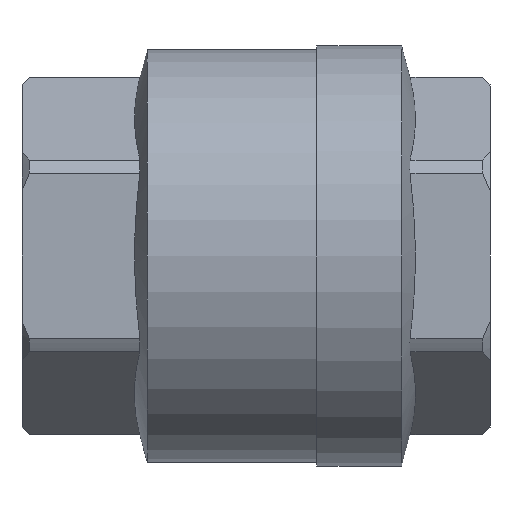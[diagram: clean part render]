
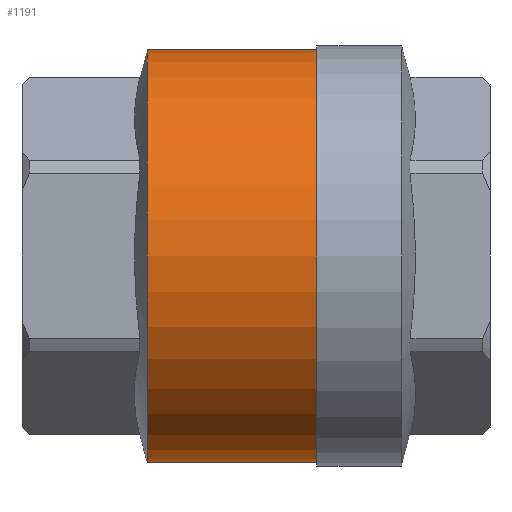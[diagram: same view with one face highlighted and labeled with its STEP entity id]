
A CAD part, left-side view. The second image highlights one B-rep face of the part: STEP entity #1191.
In plain terms, the highlighted cylindrical face has radius 56 mm (diameter 112 mm), a full revolution.
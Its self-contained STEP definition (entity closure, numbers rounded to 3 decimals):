
#367=ORIENTED_EDGE('',*,*,#514,.T.);
#368=ORIENTED_EDGE('',*,*,#513,.F.);
#513=EDGE_CURVE('',#597,#597,#645,.T.);
#514=EDGE_CURVE('',#598,#598,#646,.F.);
#597=VERTEX_POINT('',#1903);
#598=VERTEX_POINT('',#1906);
#645=CIRCLE('',#1292,56.);
#646=CIRCLE('',#1294,56.);
#705=EDGE_LOOP('',(#367));
#706=EDGE_LOOP('',(#368));
#769=FACE_BOUND('',#705,.T.);
#770=FACE_BOUND('',#706,.T.);
#791=CYLINDRICAL_SURFACE('',#1293,56.);
#1191=ADVANCED_FACE('',(#769,#770),#791,.T.);
#1292=AXIS2_PLACEMENT_3D('',#1902,#1522,#1523);
#1293=AXIS2_PLACEMENT_3D('',#1904,#1524,#1525);
#1294=AXIS2_PLACEMENT_3D('',#1905,#1526,#1527);
#1522=DIRECTION('',(0.,-1.,0.));
#1523=DIRECTION('',(0.,0.,-1.));
#1524=DIRECTION('',(0.,-1.,0.));
#1525=DIRECTION('',(0.,0.,-1.));
#1526=DIRECTION('',(0.,1.,0.));
#1527=DIRECTION('',(0.,0.,1.));
#1902=CARTESIAN_POINT('',(0.,-16.5,0.));
#1903=CARTESIAN_POINT('',(0.,-16.5,-56.));
#1904=CARTESIAN_POINT('',(0.,-60.,0.));
#1905=CARTESIAN_POINT('',(0.,29.5,0.));
#1906=CARTESIAN_POINT('',(0.,29.5,56.));
